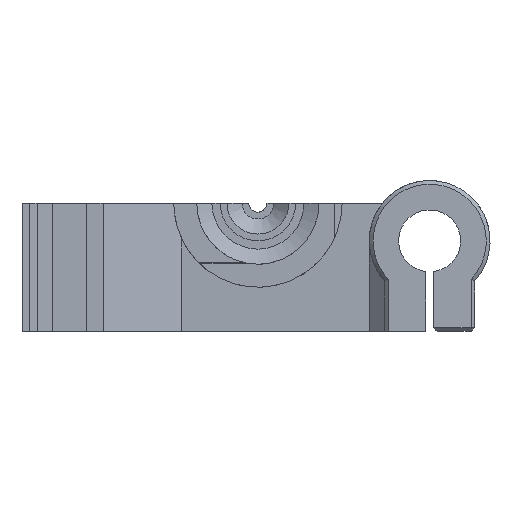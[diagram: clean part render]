
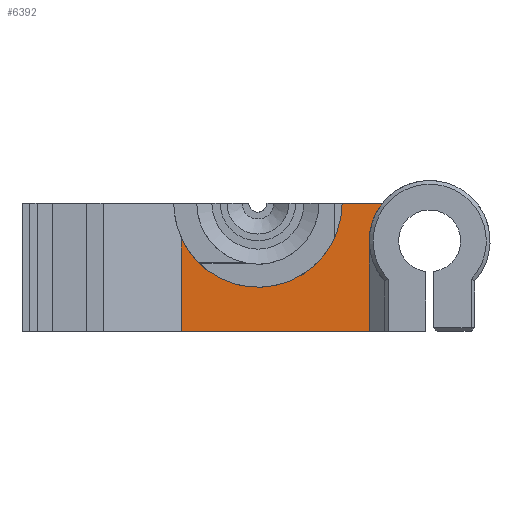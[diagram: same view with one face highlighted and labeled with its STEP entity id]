
A CAD part, front view. The second image highlights one B-rep face of the part: STEP entity #6392.
In plain terms, the highlighted planar face has unit normal (0, -1, 0).
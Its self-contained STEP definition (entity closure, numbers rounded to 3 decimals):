
#332=CIRCLE('',#6593,8.);
#424=CIRCLE('',#6889,11.15);
#807=FACE_OUTER_BOUND('',#1181,.T.);
#1181=EDGE_LOOP('',(#5775,#5776,#5777,#5778,#5779,#5780));
#1362=LINE('',#9377,#1988);
#1553=LINE('',#10434,#2179);
#1717=LINE('',#11282,#2343);
#1814=LINE('',#11523,#2440);
#1988=VECTOR('',#7199,10.);
#2179=VECTOR('',#7648,10.);
#2343=VECTOR('',#8234,10.);
#2440=VECTOR('',#8453,10.);
#2628=VERTEX_POINT('',#9374);
#2629=VERTEX_POINT('',#9376);
#2839=VERTEX_POINT('',#10307);
#2840=VERTEX_POINT('',#10309);
#3008=VERTEX_POINT('',#11280);
#3068=VERTEX_POINT('',#11518);
#3298=EDGE_CURVE('',#2629,#2628,#1362,.T.);
#3556=EDGE_CURVE('',#2840,#2839,#332,.T.);
#3593=EDGE_CURVE('',#2840,#2628,#1553,.T.);
#3868=EDGE_CURVE('',#3008,#2839,#1717,.T.);
#3977=EDGE_CURVE('',#3008,#3068,#424,.T.);
#3979=EDGE_CURVE('',#2629,#3068,#1814,.T.);
#5775=ORIENTED_EDGE('',*,*,#3593,.F.);
#5776=ORIENTED_EDGE('',*,*,#3556,.T.);
#5777=ORIENTED_EDGE('',*,*,#3868,.F.);
#5778=ORIENTED_EDGE('',*,*,#3977,.T.);
#5779=ORIENTED_EDGE('',*,*,#3979,.F.);
#5780=ORIENTED_EDGE('',*,*,#3298,.T.);
#6066=PLANE('',#6906);
#6392=ADVANCED_FACE('',(#807),#6066,.T.);
#6593=AXIS2_PLACEMENT_3D('',#10310,#7573,#7574);
#6889=AXIS2_PLACEMENT_3D('',#11520,#8448,#8449);
#6906=AXIS2_PLACEMENT_3D('',#11547,#8489,#8490);
#7199=DIRECTION('',(1.,0.,0.));
#7573=DIRECTION('center_axis',(0.,1.,0.));
#7574=DIRECTION('ref_axis',(0.75,0.,-0.661));
#7648=DIRECTION('',(0.,0.,-1.));
#8234=DIRECTION('',(1.,0.,0.));
#8448=DIRECTION('center_axis',(0.,1.,0.));
#8449=DIRECTION('ref_axis',(1.,0.,0.));
#8453=DIRECTION('',(0.,0.,1.));
#8489=DIRECTION('center_axis',(0.,-1.,0.));
#8490=DIRECTION('ref_axis',(1.,0.,0.));
#9374=CARTESIAN_POINT('',(15.,-22.,0.));
#9376=CARTESIAN_POINT('',(-9.9,-22.,0.));
#9377=CARTESIAN_POINT('',(-9.9,-22.,0.));
#10307=CARTESIAN_POINT('',(16.755,-22.,17.));
#10309=CARTESIAN_POINT('',(15.,-22.,12.));
#10310=CARTESIAN_POINT('Origin',(23.,-22.,12.));
#10434=CARTESIAN_POINT('',(15.,-22.,0.));
#11280=CARTESIAN_POINT('',(11.4,-22.,17.));
#11282=CARTESIAN_POINT('',(-9.9,-22.,17.));
#11518=CARTESIAN_POINT('',(-9.9,-22.,12.385));
#11520=CARTESIAN_POINT('Origin',(0.25,-22.,17.));
#11523=CARTESIAN_POINT('',(-9.9,-22.,0.));
#11547=CARTESIAN_POINT('Origin',(-9.9,-22.,0.));
